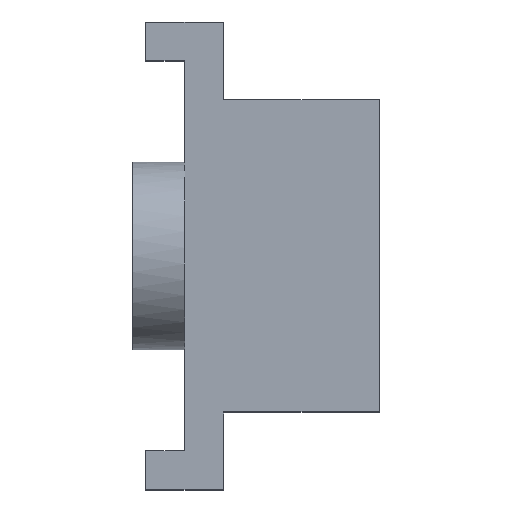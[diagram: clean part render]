
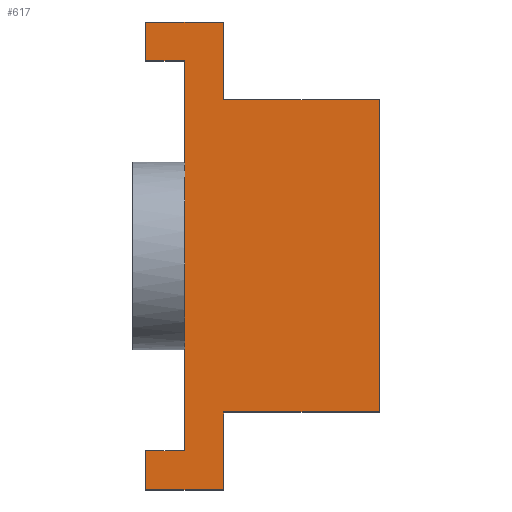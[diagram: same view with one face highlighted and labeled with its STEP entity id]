
A CAD part, top view. The second image highlights one B-rep face of the part: STEP entity #617.
In plain terms, the highlighted planar face has unit normal (0, 0, 1).
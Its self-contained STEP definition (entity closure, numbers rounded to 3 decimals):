
#20=CARTESIAN_POINT('#20',(47.5,-30.,1.5));
#21=VERTEX_POINT('#21',#20);
#22=CARTESIAN_POINT('#22',(17.5,-30.,1.5));
#23=VERTEX_POINT('#23',#22);
#28=CARTESIAN_POINT('#28',(10.,37.5,1.5));
#29=VERTEX_POINT('#29',#28);
#30=CARTESIAN_POINT('#30',(2.5,37.5,1.5));
#31=VERTEX_POINT('#31',#30);
#34=CARTESIAN_POINT('#34',(47.5,30.,1.5));
#35=VERTEX_POINT('#35',#34);
#40=CARTESIAN_POINT('#40',(2.5,-45.,1.5));
#41=VERTEX_POINT('#41',#40);
#42=CARTESIAN_POINT('#42',(2.5,-37.5,1.5));
#43=VERTEX_POINT('#43',#42);
#48=CARTESIAN_POINT('#48',(2.5,45.,1.5));
#49=VERTEX_POINT('#49',#48);
#50=CARTESIAN_POINT('#50',(17.5,45.,1.5));
#51=VERTEX_POINT('#51',#50);
#54=CARTESIAN_POINT('#54',(17.5,30.,1.5));
#55=VERTEX_POINT('#55',#54);
#58=CARTESIAN_POINT('#58',(10.,-37.5,1.5));
#59=VERTEX_POINT('#59',#58);
#62=CARTESIAN_POINT('#62',(17.5,-45.,1.5));
#63=VERTEX_POINT('#63',#62);
#74=CARTESIAN_POINT('#74',(10.,17.937,1.5));
#75=VERTEX_POINT('#75',#74);
#76=CARTESIAN_POINT('#76',(10.,-17.937,1.5));
#77=VERTEX_POINT('#77',#76);
#88=CARTESIAN_POINT('#88',(17.5,-30.,1.5));
#89=DIRECTION('#89',(1.0,0.0,0.0));
#90=VECTOR('#90',#89,30.);
#91=LINE('#91',#88,#90);
#104=CARTESIAN_POINT('#104',(2.5,37.5,1.5));
#105=DIRECTION('#105',(1.0,0.0,0.0));
#106=VECTOR('#106',#105,7.5);
#107=LINE('#107',#104,#106);
#120=CARTESIAN_POINT('#120',(47.5,-30.,1.5));
#121=DIRECTION('#121',(0.0,1.0,0.0));
#122=VECTOR('#122',#121,60.);
#123=LINE('#123',#120,#122);
#132=CARTESIAN_POINT('#132',(2.5,-37.5,1.5));
#133=DIRECTION('#133',(0.0,-1.,0.0));
#134=VECTOR('#134',#133,7.5);
#135=LINE('#135',#132,#134);
#148=CARTESIAN_POINT('#148',(17.5,45.,1.5));
#149=DIRECTION('#149',(-1.,0.0,0.0));
#150=VECTOR('#150',#149,15.);
#151=LINE('#151',#148,#150);
#160=CARTESIAN_POINT('#160',(2.5,45.,1.5));
#161=DIRECTION('#161',(0.0,-1.,0.0));
#162=VECTOR('#162',#161,7.5);
#163=LINE('#163',#160,#162);
#168=CARTESIAN_POINT('#168',(17.5,30.,1.5));
#169=DIRECTION('#169',(0.0,1.0,0.0));
#170=VECTOR('#170',#169,15.);
#171=LINE('#171',#168,#170);
#180=CARTESIAN_POINT('#180',(47.5,30.,1.5));
#181=DIRECTION('#181',(-1.,0.0,0.0));
#182=VECTOR('#182',#181,30.);
#183=LINE('#183',#180,#182);
#188=CARTESIAN_POINT('#188',(10.,-37.5,1.5));
#189=DIRECTION('#189',(-1.,0.0,0.0));
#190=VECTOR('#190',#189,7.5);
#191=LINE('#191',#188,#190);
#204=CARTESIAN_POINT('#204',(2.5,-45.,1.5));
#205=DIRECTION('#205',(1.0,0.0,0.0));
#206=VECTOR('#206',#205,15.);
#207=LINE('#207',#204,#206);
#222=CARTESIAN_POINT('#222',(17.5,-45.,1.5));
#223=DIRECTION('#223',(0.0,1.0,0.0));
#224=VECTOR('#224',#223,15.);
#225=LINE('#225',#222,#224);
#240=CARTESIAN_POINT('#240',(10.,37.5,1.5));
#241=DIRECTION('#241',(0.0,-1.,0.0));
#242=VECTOR('#242',#241,19.563);
#243=LINE('#243',#240,#242);
#253=CARTESIAN_POINT('#253',(10.,-17.937,1.5));
#254=DIRECTION('#254',(0.0,1.0,0.));
#255=VECTOR('#255',#254,35.875);
#256=LINE('#256',#253,#255);
#284=CARTESIAN_POINT('#284',(10.,-17.937,1.5));
#285=DIRECTION('#285',(0.0,-1.,0.));
#286=VECTOR('#286',#285,19.563);
#287=LINE('#287',#284,#286);
#290=EDGE_CURVE('#290',#23,#21,#91,.T.);
#294=EDGE_CURVE('#294',#31,#29,#107,.T.);
#298=EDGE_CURVE('#298',#21,#35,#123,.T.);
#301=EDGE_CURVE('#301',#43,#41,#135,.T.);
#305=EDGE_CURVE('#305',#51,#49,#151,.T.);
#308=EDGE_CURVE('#308',#49,#31,#163,.T.);
#310=EDGE_CURVE('#310',#55,#51,#171,.T.);
#313=EDGE_CURVE('#313',#35,#55,#183,.T.);
#315=EDGE_CURVE('#315',#59,#43,#191,.T.);
#319=EDGE_CURVE('#319',#41,#63,#207,.T.);
#323=EDGE_CURVE('#323',#63,#23,#225,.T.);
#327=EDGE_CURVE('#327',#29,#75,#243,.T.);
#330=EDGE_CURVE('#330',#77,#75,#256,.T.);
#337=EDGE_CURVE('#337',#77,#59,#287,.T.);
#596=ORIENTED_EDGE('#596',*,*,#330,.F.);
#597=ORIENTED_EDGE('#597',*,*,#337,.T.);
#598=ORIENTED_EDGE('#598',*,*,#315,.T.);
#599=ORIENTED_EDGE('#599',*,*,#301,.T.);
#600=ORIENTED_EDGE('#600',*,*,#319,.T.);
#601=ORIENTED_EDGE('#601',*,*,#323,.T.);
#602=ORIENTED_EDGE('#602',*,*,#290,.T.);
#603=ORIENTED_EDGE('#603',*,*,#298,.T.);
#604=ORIENTED_EDGE('#604',*,*,#313,.T.);
#605=ORIENTED_EDGE('#605',*,*,#310,.T.);
#606=ORIENTED_EDGE('#606',*,*,#305,.T.);
#607=ORIENTED_EDGE('#607',*,*,#308,.T.);
#608=ORIENTED_EDGE('#608',*,*,#294,.T.);
#609=ORIENTED_EDGE('#609',*,*,#327,.T.);
#610=EDGE_LOOP('#610',(#596,#597,#598,#599,#600,#601,#602,#603,#604,#605,#606,
#607,#608,#609));
#611=FACE_BOUND('#611',#610,.T.);
#612=CARTESIAN_POINT('#612',(17.5,-45.,1.5));
#613=DIRECTION('#613',(0.0,0.0,1.0));
#614=DIRECTION('#614',(1.0,0.0,0.0));
#615=AXIS2_PLACEMENT_3D('#615',#612,#613,#614);
#616=PLANE('#616',#615);
#617=ADVANCED_FACE('#617',(#611),#616,.T.);
